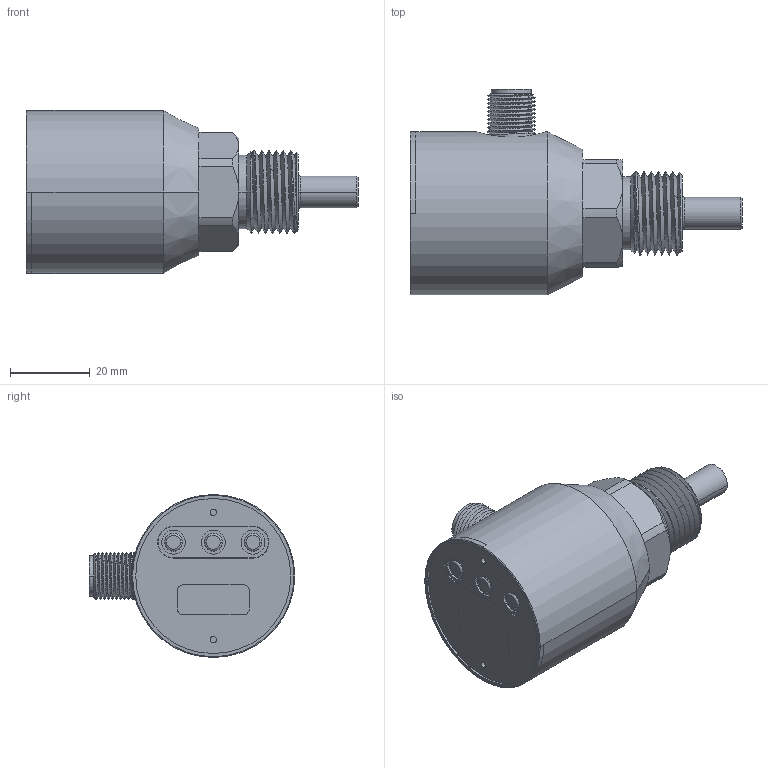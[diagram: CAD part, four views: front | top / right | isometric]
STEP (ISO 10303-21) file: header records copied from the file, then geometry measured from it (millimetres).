
FILE_DESCRIPTION (( 'STEP AP203' ), '1' );
FILE_NAME ('fts210-g12m-30_asm_asm.STEP', '2021-03-26T11:57:56', ( '' ), ( '' ), 'SwSTEP 2.0', 'SolidWorks 2018', '' );
FILE_SCHEMA (( 'CONFIG_CONTROL_DESIGN' ));
Length unit declared in the file: millimetre
Products named in the file (1): fts210-g12m-30_asm_asm
Bounding box: 83.5 x 51.7 x 41 mm (x, y, z)
Surface area: 14171.5 mm2 (no closed solid volume)
Topology: 0 solids, 4 shells, 188 faces, 492 edges, 312 vertices
Faces by surface type: cylinder 82, plane 43, cone 25, bspline 18, torus 10, sphere 10
Entity records: 11253 total; most frequent: CARTESIAN_POINT 6794, ORIENTED_EDGE 940, DIRECTION 875, EDGE_CURVE 472, AXIS2_PLACEMENT_3D 367, VERTEX_POINT 302, EDGE_LOOP 214, CIRCLE 196
